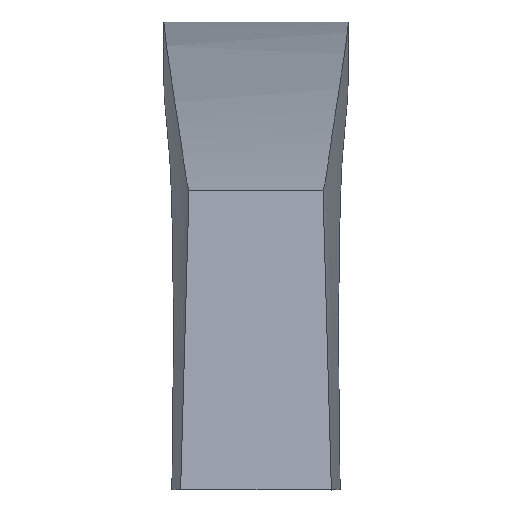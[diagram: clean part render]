
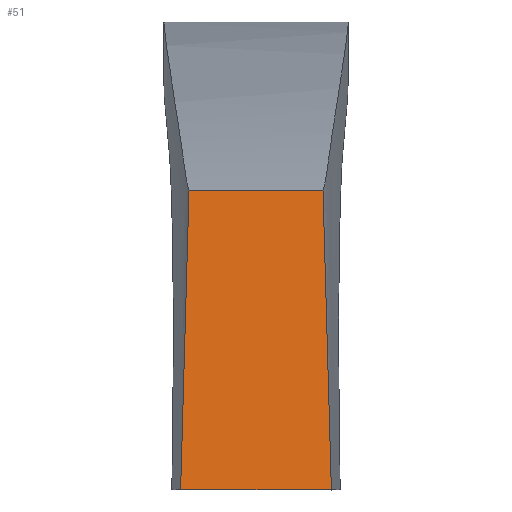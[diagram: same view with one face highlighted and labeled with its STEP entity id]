
A CAD part, left-side view. The second image highlights one B-rep face of the part: STEP entity #51.
In plain terms, the highlighted planar face has unit normal (-0.997, 0, 0.084).
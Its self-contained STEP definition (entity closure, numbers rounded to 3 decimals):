
#51=ADVANCED_FACE('',(#171),#170,.F.);
#170=PLANE('',#961);
#171=FACE_OUTER_BOUND('',#962,.T.);
#958=CARTESIAN_POINT('',(-59.35,-5.4,19.67));
#959=DIRECTION('',(0.997,0.,-0.084));
#960=DIRECTION('',(-0.084,0.,-0.997));
#961=AXIS2_PLACEMENT_3D('',#958,#959,#960);
#962=EDGE_LOOP('',(#1243,#1244,#1245,#1246));
#1243=ORIENTED_EDGE('',*,*,#1325,.F.);
#1244=ORIENTED_EDGE('',*,*,#1327,.F.);
#1245=ORIENTED_EDGE('',*,*,#1289,.F.);
#1246=ORIENTED_EDGE('',*,*,#1328,.F.);
#1289=EDGE_CURVE('',#1341,#1348,#1349,.T.);
#1325=EDGE_CURVE('',#1585,#1592,#1593,.T.);
#1327=EDGE_CURVE('',#1348,#1585,#1605,.T.);
#1328=EDGE_CURVE('',#1592,#1341,#1611,.T.);
#1341=VERTEX_POINT('',#1647);
#1348=VERTEX_POINT('',#1653);
#1349=LINE('',#1654,#1655);
#1585=VERTEX_POINT('',#2062);
#1592=VERTEX_POINT('',#2151);
#1593=LINE('',#2152,#2153);
#1605=LINE('',#2243,#2244);
#1611=LINE('',#2246,#2247);
#1647=CARTESIAN_POINT('',(-61.,-4.5,0.));
#1653=CARTESIAN_POINT('',(-61.,4.5,0.));
#1654=CARTESIAN_POINT('',(-61.,-4.5,0.));
#1655=VECTOR('',#1656,9.);
#1656=DIRECTION('',(0.,1.,0.));
#2062=CARTESIAN_POINT('',(-59.5,4.,17.882));
#2151=CARTESIAN_POINT('',(-59.5,-4.,17.882));
#2152=CARTESIAN_POINT('',(-59.5,4.,17.882));
#2153=VECTOR('',#2154,8.);
#2154=DIRECTION('',(0.,-1.,0.));
#2243=CARTESIAN_POINT('',(-61.,4.5,0.));
#2244=VECTOR('',#2245,17.952);
#2245=DIRECTION('',(0.084,-0.028,0.996));
#2246=CARTESIAN_POINT('',(-59.5,-4.,17.882));
#2247=VECTOR('',#2248,17.952);
#2248=DIRECTION('',(-0.084,-0.028,-0.996));
